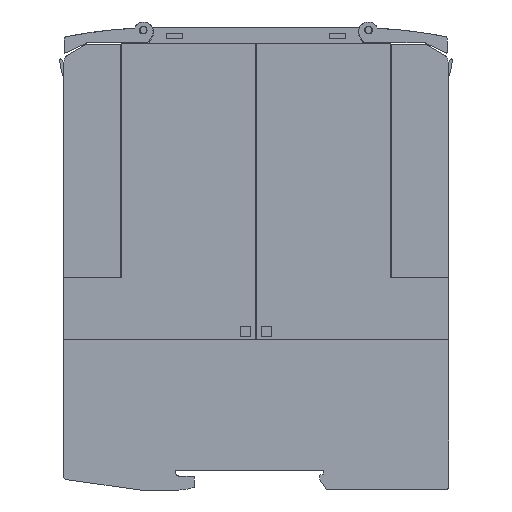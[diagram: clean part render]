
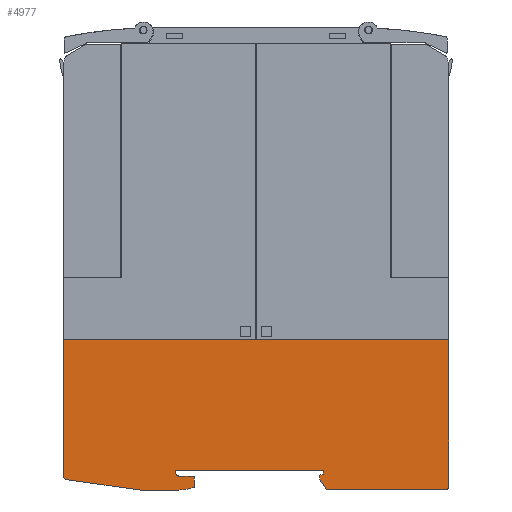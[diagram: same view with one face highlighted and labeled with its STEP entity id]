
A CAD part, left-side view. The second image highlights one B-rep face of the part: STEP entity #4977.
In plain terms, the highlighted planar face has unit normal (-1, 0, 0).
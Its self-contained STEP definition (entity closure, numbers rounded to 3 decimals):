
#4977=ADVANCED_FACE('',(#10101),#10102,.T.);
#10101=FACE_OUTER_BOUND('',#15217,.T.);
#10102=PLANE('',#15218);
#15217=EDGE_LOOP('',(#30957,#30958,#30959,#30960,#30961,#30962,#30963,#30964,#30965,#30966,#30967,#30968,#30969,#30970,#30971,#30972,#30973,#30974,#30975,#30976));
#15218=AXIS2_PLACEMENT_3D('',#30977,#30978,#30979);
#30957=ORIENTED_EDGE('',*,*,#37162,.F.);
#30958=ORIENTED_EDGE('',*,*,#37239,.F.);
#30959=ORIENTED_EDGE('',*,*,#37235,.F.);
#30960=ORIENTED_EDGE('',*,*,#37231,.F.);
#30961=ORIENTED_EDGE('',*,*,#37227,.F.);
#30962=ORIENTED_EDGE('',*,*,#37223,.F.);
#30963=ORIENTED_EDGE('',*,*,#37219,.F.);
#30964=ORIENTED_EDGE('',*,*,#37215,.F.);
#30965=ORIENTED_EDGE('',*,*,#37211,.F.);
#30966=ORIENTED_EDGE('',*,*,#37207,.F.);
#30967=ORIENTED_EDGE('',*,*,#37203,.F.);
#30968=ORIENTED_EDGE('',*,*,#37199,.F.);
#30969=ORIENTED_EDGE('',*,*,#37195,.F.);
#30970=ORIENTED_EDGE('',*,*,#37191,.F.);
#30971=ORIENTED_EDGE('',*,*,#37187,.F.);
#30972=ORIENTED_EDGE('',*,*,#37183,.F.);
#30973=ORIENTED_EDGE('',*,*,#37179,.F.);
#30974=ORIENTED_EDGE('',*,*,#37175,.F.);
#30975=ORIENTED_EDGE('',*,*,#37171,.F.);
#30976=ORIENTED_EDGE('',*,*,#37167,.F.);
#30977=CARTESIAN_POINT('',(0.0,51.037,19.348));
#30978=DIRECTION('',(-1.0,0.0,0.0));
#30979=DIRECTION('',(0.0,1.0,0.0));
#37162=EDGE_CURVE('',#46409,#46410,#46411,.T.);
#37167=EDGE_CURVE('',#46410,#46418,#46419,.T.);
#37171=EDGE_CURVE('',#46418,#46424,#46425,.T.);
#37175=EDGE_CURVE('',#46424,#46430,#46431,.T.);
#37179=EDGE_CURVE('',#46430,#46436,#46437,.T.);
#37183=EDGE_CURVE('',#46436,#46442,#46443,.T.);
#37187=EDGE_CURVE('',#46442,#46448,#46449,.T.);
#37191=EDGE_CURVE('',#46448,#46454,#46455,.T.);
#37195=EDGE_CURVE('',#46454,#46460,#46461,.T.);
#37199=EDGE_CURVE('',#46460,#46466,#46467,.T.);
#37203=EDGE_CURVE('',#46466,#46472,#46473,.T.);
#37207=EDGE_CURVE('',#46472,#46478,#46479,.T.);
#37211=EDGE_CURVE('',#46478,#46484,#46485,.T.);
#37215=EDGE_CURVE('',#46484,#46490,#46491,.T.);
#37219=EDGE_CURVE('',#46490,#46496,#46497,.T.);
#37223=EDGE_CURVE('',#46496,#46502,#46503,.T.);
#37227=EDGE_CURVE('',#46502,#46508,#46509,.T.);
#37231=EDGE_CURVE('',#46508,#46514,#46515,.T.);
#37235=EDGE_CURVE('',#46514,#46520,#46521,.T.);
#37239=EDGE_CURVE('',#46520,#46409,#46526,.T.);
#46409=VERTEX_POINT('',#60623);
#46410=VERTEX_POINT('',#60624);
#46411=CIRCLE('',#60625,10.);
#46418=VERTEX_POINT('',#60634);
#46419=LINE('',#60635,#60636);
#46424=VERTEX_POINT('',#60643);
#46425=LINE('',#60644,#60645);
#46430=VERTEX_POINT('',#60652);
#46431=CIRCLE('',#60653,1.);
#46436=VERTEX_POINT('',#60659);
#46437=LINE('',#60660,#60661);
#46442=VERTEX_POINT('',#60668);
#46443=LINE('',#60669,#60670);
#46448=VERTEX_POINT('',#60677);
#46449=LINE('',#60678,#60679);
#46454=VERTEX_POINT('',#60686);
#46455=CIRCLE('',#60687,1.);
#46460=VERTEX_POINT('',#60693);
#46461=LINE('',#60694,#60695);
#46466=VERTEX_POINT('',#60702);
#46467=LINE('',#60703,#60704);
#46472=VERTEX_POINT('',#60711);
#46473=LINE('',#60712,#60713);
#46478=VERTEX_POINT('',#60720);
#46479=LINE('',#60721,#60722);
#46484=VERTEX_POINT('',#60729);
#46485=LINE('',#60730,#60731);
#46490=VERTEX_POINT('',#60738);
#46491=LINE('',#60739,#60740);
#46496=VERTEX_POINT('',#60747);
#46497=CIRCLE('',#60748,0.3);
#46502=VERTEX_POINT('',#60754);
#46503=CIRCLE('',#60755,1.2);
#46508=VERTEX_POINT('',#60761);
#46509=LINE('',#60762,#60763);
#46514=VERTEX_POINT('',#60770);
#46515=LINE('',#60771,#60772);
#46520=VERTEX_POINT('',#60779);
#46521=LINE('',#60780,#60781);
#46526=LINE('',#60788,#60789);
#60623=CARTESIAN_POINT('',(0.0,68.755,0.256));
#60624=CARTESIAN_POINT('',(0.0,71.005,0.0));
#60625=AXIS2_PLACEMENT_3D('',#66659,#66660,#66661);
#60634=CARTESIAN_POINT('',(0.0,80.949,0.0));
#60635=CARTESIAN_POINT('',(0.0,71.005,0.0));
#60636=VECTOR('',#66667,1.0);
#60643=CARTESIAN_POINT('',(0.0,100.089,2.69));
#60644=CARTESIAN_POINT('',(0.0,80.949,0.0));
#60645=VECTOR('',#66670,1.0);
#60652=CARTESIAN_POINT('',(0.0,100.949,3.68));
#60653=AXIS2_PLACEMENT_3D('',#66673,#66674,#66675);
#60659=CARTESIAN_POINT('',(0.0,100.949,39.));
#60660=CARTESIAN_POINT('',(0.0,100.949,3.68));
#60661=VECTOR('',#66680,1.0);
#60668=CARTESIAN_POINT('',(0.0,0.949,39.));
#60669=CARTESIAN_POINT('',(0.0,100.949,39.));
#60670=VECTOR('',#66683,1.0);
#60677=CARTESIAN_POINT('',(0.0,0.949,1.));
#60678=CARTESIAN_POINT('',(0.0,0.949,39.));
#60679=VECTOR('',#66686,1.0);
#60686=CARTESIAN_POINT('',(0.0,1.949,0.));
#60687=AXIS2_PLACEMENT_3D('',#66689,#66690,#66691);
#60693=CARTESIAN_POINT('',(0.0,32.649,0.));
#60694=CARTESIAN_POINT('',(0.0,1.949,0.));
#60695=VECTOR('',#66696,1.0);
#60702=CARTESIAN_POINT('',(0.0,34.449,2.832));
#60703=CARTESIAN_POINT('',(0.0,32.649,0.));
#60704=VECTOR('',#66699,1.0);
#60711=CARTESIAN_POINT('',(0.0,34.449,3.832));
#60712=CARTESIAN_POINT('',(0.0,34.449,2.832));
#60713=VECTOR('',#66702,1.0);
#60720=CARTESIAN_POINT('',(0.0,33.449,4.1));
#60721=CARTESIAN_POINT('',(0.0,34.449,3.832));
#60722=VECTOR('',#66705,1.0);
#60729=CARTESIAN_POINT('',(0.0,33.449,5.1));
#60730=CARTESIAN_POINT('',(0.0,33.449,4.1));
#60731=VECTOR('',#66708,1.0);
#60738=CARTESIAN_POINT('',(0.0,71.649,5.1));
#60739=CARTESIAN_POINT('',(0.0,33.449,5.1));
#60740=VECTOR('',#66711,1.0);
#60747=CARTESIAN_POINT('',(0.0,71.949,4.8));
#60748=AXIS2_PLACEMENT_3D('',#66714,#66715,#66716);
#60754=CARTESIAN_POINT('',(0.0,70.749,3.6));
#60755=AXIS2_PLACEMENT_3D('',#66721,#66722,#66723);
#60761=CARTESIAN_POINT('',(0.0,67.749,3.6));
#60762=CARTESIAN_POINT('',(0.0,70.749,3.6));
#60763=VECTOR('',#66728,1.0);
#60770=CARTESIAN_POINT('',(0.0,66.949,3.4));
#60771=CARTESIAN_POINT('',(0.0,67.749,3.6));
#60772=VECTOR('',#66731,1.0);
#60779=CARTESIAN_POINT('',(0.0,66.949,0.673));
#60780=CARTESIAN_POINT('',(0.0,66.949,3.4));
#60781=VECTOR('',#66734,1.0);
#60788=CARTESIAN_POINT('',(0.0,66.949,0.673));
#60789=VECTOR('',#66737,1.0);
#66659=CARTESIAN_POINT('',(0.0,71.005,10.));
#66660=DIRECTION('',(1.0,0.0,0.0));
#66661=DIRECTION('',(0.0,0.,-1.0));
#66667=DIRECTION('',(0.0,1.0,0.0));
#66670=DIRECTION('',(0.0,0.99,0.139));
#66673=CARTESIAN_POINT('',(0.0,99.949,3.68));
#66674=DIRECTION('',(1.0,0.0,-0.0));
#66675=DIRECTION('',(0.0,1.0,0.));
#66680=DIRECTION('',(0.0,0.0,1.0));
#66683=DIRECTION('',(0.0,-1.0,0.0));
#66686=DIRECTION('',(0.0,0.0,-1.0));
#66689=CARTESIAN_POINT('',(0.0,1.949,1.));
#66690=DIRECTION('',(1.0,0.0,0.0));
#66691=DIRECTION('',(0.0,0.,-1.0));
#66696=DIRECTION('',(0.0,1.0,0.0));
#66699=DIRECTION('',(0.0,0.536,0.844));
#66702=DIRECTION('',(0.0,0.0,1.0));
#66705=DIRECTION('',(0.0,-0.966,0.259));
#66708=DIRECTION('',(0.0,0.0,1.0));
#66711=DIRECTION('',(0.0,1.0,0.0));
#66714=CARTESIAN_POINT('',(0.0,71.649,4.8));
#66715=DIRECTION('',(-1.0,0.0,0.0));
#66716=DIRECTION('',(0.0,0.,1.));
#66721=CARTESIAN_POINT('',(0.0,70.749,4.8));
#66722=DIRECTION('',(-1.0,0.0,0.0));
#66723=DIRECTION('',(0.0,1.0,0.));
#66728=DIRECTION('',(0.0,-1.0,0.0));
#66731=DIRECTION('',(0.0,-0.97,-0.243));
#66734=DIRECTION('',(0.0,0.,-1.0));
#66737=DIRECTION('',(0.0,0.974,-0.225));
